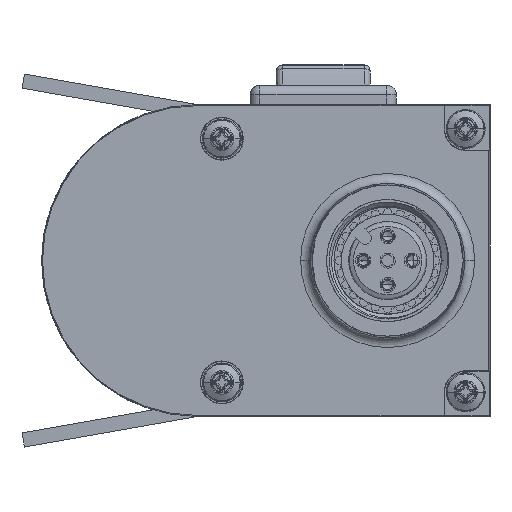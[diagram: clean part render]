
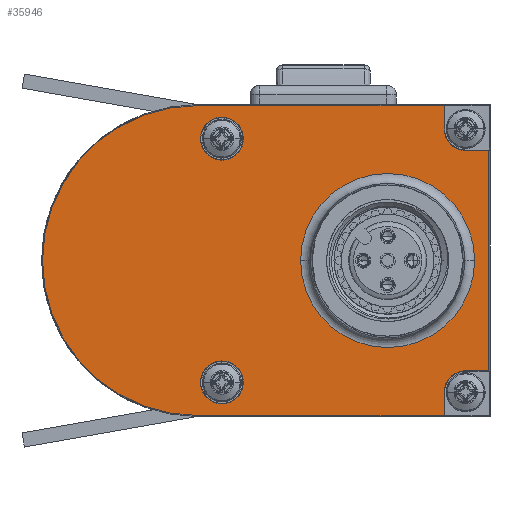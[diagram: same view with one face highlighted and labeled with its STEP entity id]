
A CAD part, left-side view. The second image highlights one B-rep face of the part: STEP entity #35946.
In plain terms, the highlighted face is planar.
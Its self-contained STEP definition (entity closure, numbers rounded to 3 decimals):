
#32676=CARTESIAN_POINT('',(12.5,-2.5,0.));
#32677=DIRECTION('',(0.,0.,1.));
#32678=DIRECTION('',(1.,0.,0.));
#32679=AXIS2_PLACEMENT_3D('',#32676,#32677,#32678);
#32681=CARTESIAN_POINT('',(12.5,-2.5,0.));
#32682=DIRECTION('',(0.,0.,1.));
#32683=DIRECTION('',(-1.,0.,0.));
#32684=AXIS2_PLACEMENT_3D('',#32681,#32682,#32683);
#32686=CARTESIAN_POINT('',(-12.5,-2.5,0.));
#32687=DIRECTION('',(0.,0.,1.));
#32688=DIRECTION('',(1.,0.,0.));
#32689=AXIS2_PLACEMENT_3D('',#32686,#32687,#32688);
#32691=CARTESIAN_POINT('',(-12.5,-2.5,0.));
#32692=DIRECTION('',(0.,0.,1.));
#32693=DIRECTION('',(-1.,0.,0.));
#32694=AXIS2_PLACEMENT_3D('',#32691,#32692,#32693);
#32696=CARTESIAN_POINT('',(0.,0.,0.));
#32697=DIRECTION('',(0.,0.,1.));
#32698=DIRECTION('',(1.,0.,0.));
#32699=AXIS2_PLACEMENT_3D('',#32696,#32697,#32698);
#32701=DIRECTION('',(0.,1.,0.));
#32702=VECTOR('',#32701,25.3);
#32703=CARTESIAN_POINT('',(15.895,-25.3,0.));
#32704=LINE('',#32703,#32702);
#32705=DIRECTION('',(-1.,0.,0.));
#32706=VECTOR('',#32705,2.395);
#32707=CARTESIAN_POINT('',(15.895,-25.3,0.));
#32708=LINE('',#32707,#32706);
#32709=CARTESIAN_POINT('',(13.5,-27.5,0.));
#32710=DIRECTION('',(0.,0.,1.));
#32711=DIRECTION('',(0.,1.,0.));
#32712=AXIS2_PLACEMENT_3D('',#32709,#32710,#32711);
#32714=DIRECTION('',(0.,1.,0.));
#32715=VECTOR('',#32714,2.395);
#32716=CARTESIAN_POINT('',(11.3,-29.895,0.));
#32717=LINE('',#32716,#32715);
#32718=DIRECTION('',(1.,0.,0.));
#32719=VECTOR('',#32718,22.6);
#32720=CARTESIAN_POINT('',(-11.3,-29.895,0.));
#32721=LINE('',#32720,#32719);
#32722=DIRECTION('',(0.,1.,0.));
#32723=VECTOR('',#32722,2.395);
#32724=CARTESIAN_POINT('',(-11.3,-29.895,0.));
#32725=LINE('',#32724,#32723);
#32726=CARTESIAN_POINT('',(-13.5,-27.5,0.));
#32727=DIRECTION('',(0.,0.,1.));
#32728=DIRECTION('',(1.,0.,0.));
#32729=AXIS2_PLACEMENT_3D('',#32726,#32727,#32728);
#32731=DIRECTION('',(1.,0.,0.));
#32732=VECTOR('',#32731,2.395);
#32733=CARTESIAN_POINT('',(-15.895,-25.3,0.));
#32734=LINE('',#32733,#32732);
#32735=DIRECTION('',(0.,1.,0.));
#32736=VECTOR('',#32735,25.3);
#32737=CARTESIAN_POINT('',(-15.895,-25.3,0.));
#32738=LINE('',#32737,#32736);
#32739=CARTESIAN_POINT('',(0.,-19.5,0.));
#32740=DIRECTION('',(0.,0.,1.));
#32741=DIRECTION('',(0.,1.,0.));
#32742=AXIS2_PLACEMENT_3D('',#32739,#32740,#32741);
#32744=CARTESIAN_POINT('',(0.,-19.5,0.));
#32745=DIRECTION('',(0.,0.,1.));
#32746=DIRECTION('',(0.,-1.,0.));
#32747=AXIS2_PLACEMENT_3D('',#32744,#32745,#32746);
#35535=CARTESIAN_POINT('',(15.895,0.,0.));
#35537=VERTEX_POINT('',#35535);
#35539=CARTESIAN_POINT('',(-15.895,0.,0.));
#35541=VERTEX_POINT('',#35539);
#35550=CARTESIAN_POINT('',(14.7,-2.5,0.));
#35551=CARTESIAN_POINT('',(10.3,-2.5,0.));
#35552=VERTEX_POINT('',#35550);
#35553=VERTEX_POINT('',#35551);
#35554=CARTESIAN_POINT('',(-10.3,-2.5,0.));
#35555=CARTESIAN_POINT('',(-14.7,-2.5,0.));
#35556=VERTEX_POINT('',#35554);
#35557=VERTEX_POINT('',#35555);
#35669=CARTESIAN_POINT('',(0.,-10.575,0.));
#35670=CARTESIAN_POINT('',(0.,-28.425,0.));
#35671=VERTEX_POINT('',#35669);
#35672=VERTEX_POINT('',#35670);
#35845=CARTESIAN_POINT('',(13.5,-25.3,0.));
#35846=CARTESIAN_POINT('',(11.3,-27.5,0.));
#35847=VERTEX_POINT('',#35845);
#35848=VERTEX_POINT('',#35846);
#35849=CARTESIAN_POINT('',(-11.3,-27.5,0.));
#35850=CARTESIAN_POINT('',(-13.5,-25.3,0.));
#35851=VERTEX_POINT('',#35849);
#35852=VERTEX_POINT('',#35850);
#35853=CARTESIAN_POINT('',(15.895,-25.3,0.));
#35854=VERTEX_POINT('',#35853);
#35855=CARTESIAN_POINT('',(11.3,-29.895,0.));
#35856=VERTEX_POINT('',#35855);
#35857=CARTESIAN_POINT('',(-11.3,-29.895,0.));
#35858=VERTEX_POINT('',#35857);
#35859=CARTESIAN_POINT('',(-15.895,-25.3,0.));
#35860=VERTEX_POINT('',#35859);
#35901=CARTESIAN_POINT('',(0.,0.,0.));
#35902=DIRECTION('',(0.,0.,1.));
#35903=DIRECTION('',(1.,0.,0.));
#35904=AXIS2_PLACEMENT_3D('',#35901,#35902,#35903);
#35905=PLANE('',#35904);
#35907=ORIENTED_EDGE('',*,*,#35906,.F.);
#35909=ORIENTED_EDGE('',*,*,#35908,.F.);
#35911=ORIENTED_EDGE('',*,*,#35910,.T.);
#35913=ORIENTED_EDGE('',*,*,#35912,.T.);
#35915=ORIENTED_EDGE('',*,*,#35914,.F.);
#35917=ORIENTED_EDGE('',*,*,#35916,.F.);
#35919=ORIENTED_EDGE('',*,*,#35918,.T.);
#35921=ORIENTED_EDGE('',*,*,#35920,.T.);
#35923=ORIENTED_EDGE('',*,*,#35922,.F.);
#35925=ORIENTED_EDGE('',*,*,#35924,.T.);
#35926=EDGE_LOOP('',(#35907,#35909,#35911,#35913,#35915,#35917,#35919,#35921,
#35923,#35925));
#35927=FACE_OUTER_BOUND('',#35926,.F.);
#35929=ORIENTED_EDGE('',*,*,#35928,.T.);
#35931=ORIENTED_EDGE('',*,*,#35930,.T.);
#35932=EDGE_LOOP('',(#35929,#35931));
#35933=FACE_BOUND('',#35932,.F.);
#35935=ORIENTED_EDGE('',*,*,#35934,.T.);
#35937=ORIENTED_EDGE('',*,*,#35936,.T.);
#35938=EDGE_LOOP('',(#35935,#35937));
#35939=FACE_BOUND('',#35938,.F.);
#35941=ORIENTED_EDGE('',*,*,#35940,.T.);
#35943=ORIENTED_EDGE('',*,*,#35942,.T.);
#35944=EDGE_LOOP('',(#35941,#35943));
#35945=FACE_BOUND('',#35944,.F.);
#35946=ADVANCED_FACE('',(#35927,#35933,#35939,#35945),#35905,.T.);
#32680=CIRCLE('',#32679,2.2);
#32685=CIRCLE('',#32684,2.2);
#32690=CIRCLE('',#32689,2.2);
#32695=CIRCLE('',#32694,2.2);
#32700=CIRCLE('',#32699,15.895);
#32713=CIRCLE('',#32712,2.2);
#32730=CIRCLE('',#32729,2.2);
#32743=CIRCLE('',#32742,8.925);
#32748=CIRCLE('',#32747,8.925);
#35906=EDGE_CURVE('',#35537,#35541,#32700,.T.);
#35908=EDGE_CURVE('',#35854,#35537,#32704,.T.);
#35910=EDGE_CURVE('',#35854,#35847,#32708,.T.);
#35912=EDGE_CURVE('',#35847,#35848,#32713,.T.);
#35914=EDGE_CURVE('',#35856,#35848,#32717,.T.);
#35916=EDGE_CURVE('',#35858,#35856,#32721,.T.);
#35918=EDGE_CURVE('',#35858,#35851,#32725,.T.);
#35920=EDGE_CURVE('',#35851,#35852,#32730,.T.);
#35922=EDGE_CURVE('',#35860,#35852,#32734,.T.);
#35924=EDGE_CURVE('',#35860,#35541,#32738,.T.);
#35928=EDGE_CURVE('',#35556,#35557,#32690,.T.);
#35930=EDGE_CURVE('',#35557,#35556,#32695,.T.);
#35934=EDGE_CURVE('',#35552,#35553,#32680,.T.);
#35936=EDGE_CURVE('',#35553,#35552,#32685,.T.);
#35940=EDGE_CURVE('',#35671,#35672,#32743,.T.);
#35942=EDGE_CURVE('',#35672,#35671,#32748,.T.);
